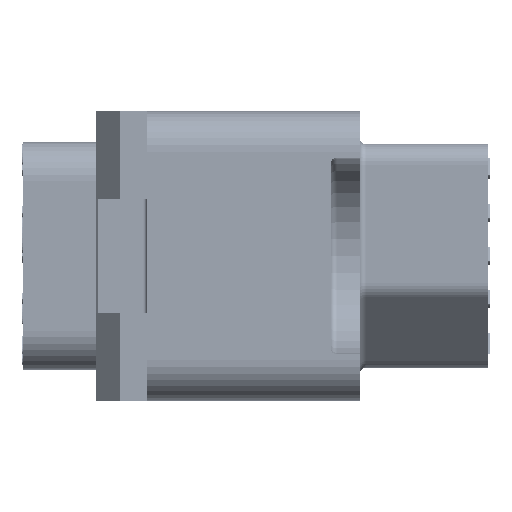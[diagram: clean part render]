
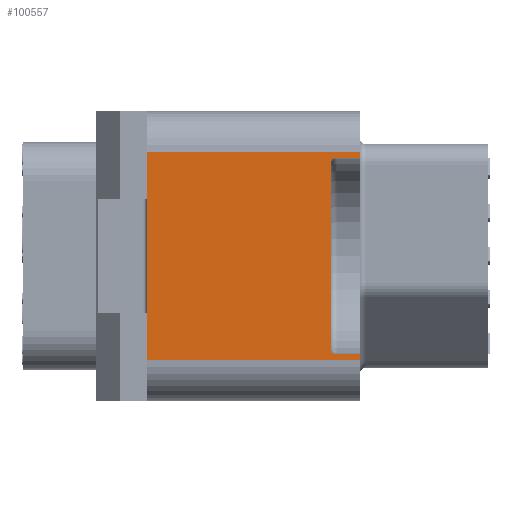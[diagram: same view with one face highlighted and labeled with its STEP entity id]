
A CAD part, left-side view. The second image highlights one B-rep face of the part: STEP entity #100557.
In plain terms, the highlighted planar face has unit normal (-1, 0, 0).
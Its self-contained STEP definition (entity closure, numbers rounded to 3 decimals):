
#3161=DIRECTION('',(0.,-1.,0.));
#3162=VECTOR('',#3161,10.25);
#3163=CARTESIAN_POINT('',(-40.,10.25,5.));
#3164=LINE('',#3163,#3162);
#3170=DIRECTION('',(0.,0.,1.));
#3171=VECTOR('',#3170,8.9);
#3172=CARTESIAN_POINT('',(-40.,1.4,-4.45));
#3173=LINE('',#3172,#3171);
#3174=DIRECTION('',(0.,1.,0.));
#3175=VECTOR('',#3174,1.1);
#3176=CARTESIAN_POINT('',(-40.,0.,-4.75));
#3177=LINE('',#3176,#3175);
#3178=DIRECTION('',(0.,0.,-1.));
#3179=VECTOR('',#3178,0.25);
#3180=CARTESIAN_POINT('',(-40.,0.,-4.75));
#3181=LINE('',#3180,#3179);
#3182=DIRECTION('',(0.,0.,-1.));
#3183=VECTOR('',#3182,0.25);
#3184=CARTESIAN_POINT('',(-40.,0.,5.));
#3185=LINE('',#3184,#3183);
#3186=DIRECTION('',(0.,1.,0.));
#3187=VECTOR('',#3186,1.1);
#3188=CARTESIAN_POINT('',(-40.,0.,4.75));
#3189=LINE('',#3188,#3187);
#3223=CARTESIAN_POINT('',(-40.,1.1,-4.45));
#3224=DIRECTION('',(1.,0.,0.));
#3225=DIRECTION('',(0.,0.,-1.));
#3226=AXIS2_PLACEMENT_3D('',#3223,#3224,#3225);
#3247=CARTESIAN_POINT('',(-40.,1.1,4.45));
#3248=DIRECTION('',(1.,0.,0.));
#3249=DIRECTION('',(0.,1.,0.));
#3250=AXIS2_PLACEMENT_3D('',#3247,#3248,#3249);
#3451=DIRECTION('',(0.,0.,-1.));
#3452=VECTOR('',#3451,10.);
#3453=CARTESIAN_POINT('',(-40.,10.25,5.));
#3454=LINE('',#3453,#3452);
#3554=DIRECTION('',(0.,1.,0.));
#3555=VECTOR('',#3554,10.25);
#3556=CARTESIAN_POINT('',(-40.,0.,-5.));
#3557=LINE('',#3556,#3555);
#78755=CARTESIAN_POINT('',(-40.,0.,5.));
#78756=VERTEX_POINT('',#78755);
#78757=CARTESIAN_POINT('',(-40.,10.25,5.));
#78758=VERTEX_POINT('',#78757);
#78763=CARTESIAN_POINT('',(-40.,10.25,-5.));
#78764=VERTEX_POINT('',#78763);
#78765=CARTESIAN_POINT('',(-40.,0.,-5.));
#78766=VERTEX_POINT('',#78765);
#78775=CARTESIAN_POINT('',(-40.,0.,-4.75));
#78777=VERTEX_POINT('',#78775);
#78781=CARTESIAN_POINT('',(-40.,0.,4.75));
#78782=VERTEX_POINT('',#78781);
#78992=CARTESIAN_POINT('',(-40.,1.4,-4.45));
#78994=VERTEX_POINT('',#78992);
#78996=CARTESIAN_POINT('',(-40.,1.1,-4.75));
#78998=VERTEX_POINT('',#78996);
#79003=CARTESIAN_POINT('',(-40.,1.4,4.45));
#79004=VERTEX_POINT('',#79003);
#79005=CARTESIAN_POINT('',(-40.,1.1,4.75));
#79006=VERTEX_POINT('',#79005);
#100533=CARTESIAN_POINT('',(-40.,0.,7.));
#100534=DIRECTION('',(-1.,0.,0.));
#100535=DIRECTION('',(0.,1.,0.));
#100536=AXIS2_PLACEMENT_3D('',#100533,#100534,#100535);
#100537=PLANE('',#100536);
#100539=ORIENTED_EDGE('',*,*,#100538,.F.);
#100541=ORIENTED_EDGE('',*,*,#100540,.F.);
#100543=ORIENTED_EDGE('',*,*,#100542,.F.);
#100544=ORIENTED_EDGE('',*,*,#100344,.T.);
#100546=ORIENTED_EDGE('',*,*,#100545,.T.);
#100548=ORIENTED_EDGE('',*,*,#100547,.F.);
#100549=ORIENTED_EDGE('',*,*,#100526,.T.);
#100550=ORIENTED_EDGE('',*,*,#100352,.T.);
#100552=ORIENTED_EDGE('',*,*,#100551,.T.);
#100554=ORIENTED_EDGE('',*,*,#100553,.F.);
#100555=EDGE_LOOP('',(#100539,#100541,#100543,#100544,#100546,#100548,#100549,
#100550,#100552,#100554));
#100556=FACE_OUTER_BOUND('',#100555,.F.);
#100557=ADVANCED_FACE('',(#100556),#100537,.T.);
#3227=CIRCLE('',#3226,0.3);
#3251=CIRCLE('',#3250,0.3);
#100344=EDGE_CURVE('',#78777,#78766,#3181,.T.);
#100352=EDGE_CURVE('',#78756,#78782,#3185,.T.);
#100526=EDGE_CURVE('',#78758,#78756,#3164,.T.);
#100538=EDGE_CURVE('',#78994,#79004,#3173,.T.);
#100540=EDGE_CURVE('',#78998,#78994,#3227,.T.);
#100542=EDGE_CURVE('',#78777,#78998,#3177,.T.);
#100545=EDGE_CURVE('',#78766,#78764,#3557,.T.);
#100547=EDGE_CURVE('',#78758,#78764,#3454,.T.);
#100551=EDGE_CURVE('',#78782,#79006,#3189,.T.);
#100553=EDGE_CURVE('',#79004,#79006,#3251,.T.);
